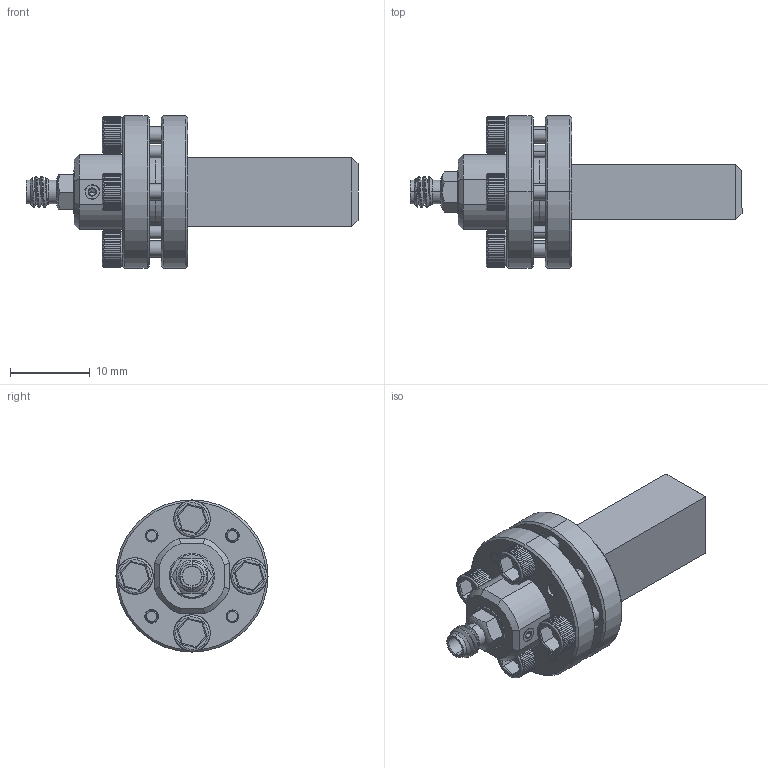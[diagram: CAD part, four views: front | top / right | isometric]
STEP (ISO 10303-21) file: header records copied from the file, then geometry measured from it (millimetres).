
FILE_DESCRIPTION (( 'STEP AP203' ), '1' );
FILE_NAME ('SAR-1532-101F-E2.STEP', '2019-02-12T19:49:44', ( '' ), ( '' ), 'SwSTEP 2.0', 'SolidWorks 2016', '' );
FILE_SCHEMA (( 'CONFIG_CONTROL_DESIGN' ));
Length unit declared in the file: inch
Products named in the file (1): SAR-1532-101F-E2
Bounding box: 41.57 x 19.05 x 19.05 mm (x, y, z)
Volume: 3855.9 mm3; surface area: 3792.6 mm2
Topology: 13 solids, 13 shells, 989 faces, 2633 edges, 1690 vertices
Faces by surface type: plane 486, cylinder 321, cone 160, bspline 12, torus 10
Entity records: 34465 total; most frequent: CARTESIAN_POINT 11493, ORIENTED_EDGE 5250, DIRECTION 4176, EDGE_CURVE 2625, VERTEX_POINT 1690, AXIS2_PLACEMENT_3D 1615, EDGE_LOOP 1051, ADVANCED_FACE 989
